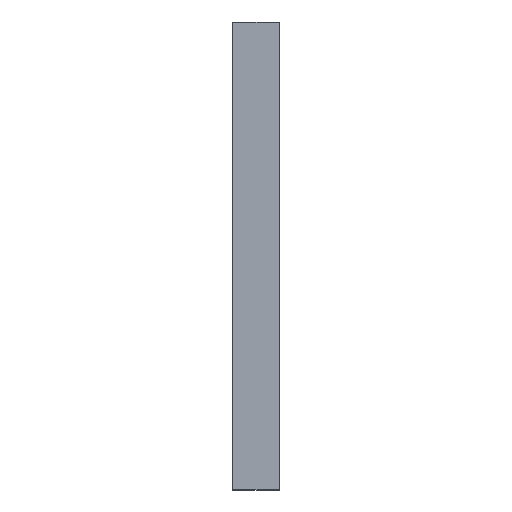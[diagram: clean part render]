
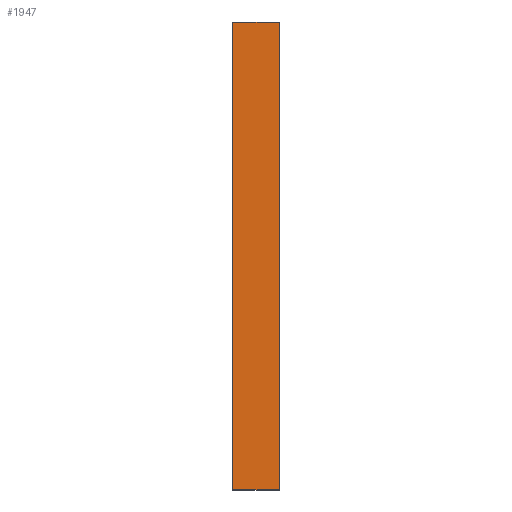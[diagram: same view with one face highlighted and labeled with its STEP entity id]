
A CAD part, left-side view. The second image highlights one B-rep face of the part: STEP entity #1947.
In plain terms, the highlighted planar face has unit normal (-1, 0, 0).
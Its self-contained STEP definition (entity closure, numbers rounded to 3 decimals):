
#617 = VECTOR ( 'NONE', #2499, 1000. ) ;
#762 = LINE ( 'NONE', #968, #3234 ) ;
#855 = ORIENTED_EDGE ( 'NONE', *, *, #4253, .F. ) ;
#925 = EDGE_CURVE ( 'NONE', #3812, #1567, #4221, .T. ) ;
#968 = CARTESIAN_POINT ( 'NONE',  ( -91., 10., 50. ) ) ;
#1362 = DIRECTION ( 'NONE',  ( 0., -1., 0. ) ) ;
#1400 = PLANE ( 'NONE',  #1942 ) ;
#1454 = FACE_OUTER_BOUND ( 'NONE', #4836, .T. ) ;
#1473 = CARTESIAN_POINT ( 'NONE',  ( -91., 10., -50. ) ) ;
#1567 = VERTEX_POINT ( 'NONE', #2024 ) ;
#1622 = DIRECTION ( 'NONE',  ( 0., -1., 0. ) ) ;
#1690 = EDGE_CURVE ( 'NONE', #3200, #3812, #3754, .T. ) ;
#1744 = DIRECTION ( 'NONE',  ( 0., 0., 1. ) ) ;
#1819 = CARTESIAN_POINT ( 'NONE',  ( -91., 10., -50. ) ) ;
#1942 = AXIS2_PLACEMENT_3D ( 'NONE', #4766, #3490, #3026 ) ;
#1947 = ADVANCED_FACE ( 'NONE', ( #1454 ), #1400, .F. ) ;
#2024 = CARTESIAN_POINT ( 'NONE',  ( -91., 0., 50. ) ) ;
#2397 = ORIENTED_EDGE ( 'NONE', *, *, #1690, .T. ) ;
#2499 = DIRECTION ( 'NONE',  ( 0., 0., 1. ) ) ;
#2629 = VECTOR ( 'NONE', #1362, 1000. ) ;
#2967 = CARTESIAN_POINT ( 'NONE',  ( -91., 10., 50. ) ) ;
#3026 = DIRECTION ( 'NONE',  ( 0., 0., -1. ) ) ;
#3119 = EDGE_CURVE ( 'NONE', #3200, #3838, #762, .T. ) ;
#3140 = VECTOR ( 'NONE', #1622, 1000. ) ;
#3200 = VERTEX_POINT ( 'NONE', #1473 ) ;
#3234 = VECTOR ( 'NONE', #1744, 1000. ) ;
#3281 = LINE ( 'NONE', #4144, #3140 ) ;
#3490 = DIRECTION ( 'NONE',  ( 1., 0., 0. ) ) ;
#3754 = LINE ( 'NONE', #1819, #2629 ) ;
#3808 = CARTESIAN_POINT ( 'NONE',  ( -91., 0., -50. ) ) ;
#3812 = VERTEX_POINT ( 'NONE', #3808 ) ;
#3838 = VERTEX_POINT ( 'NONE', #2967 ) ;
#4144 = CARTESIAN_POINT ( 'NONE',  ( -91., 10., 50. ) ) ;
#4221 = LINE ( 'NONE', #5063, #617 ) ;
#4253 = EDGE_CURVE ( 'NONE', #3838, #1567, #3281, .T. ) ;
#4766 = CARTESIAN_POINT ( 'NONE',  ( -91., 10., 50. ) ) ;
#4782 = ORIENTED_EDGE ( 'NONE', *, *, #925, .T. ) ;
#4836 = EDGE_LOOP ( 'NONE', ( #4782, #855, #5303, #2397 ) ) ;
#5063 = CARTESIAN_POINT ( 'NONE',  ( -91., 0., 50. ) ) ;
#5303 = ORIENTED_EDGE ( 'NONE', *, *, #3119, .F. ) ;
